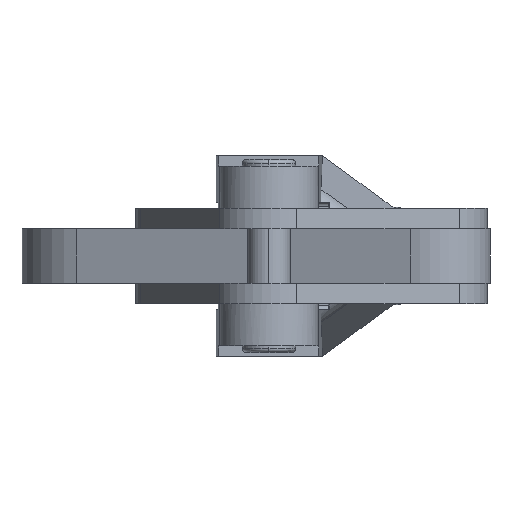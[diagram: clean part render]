
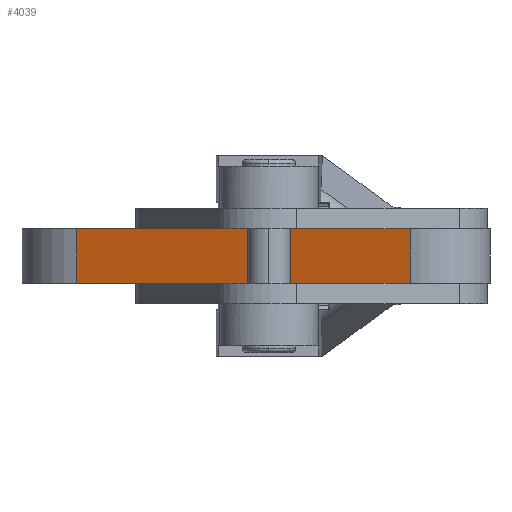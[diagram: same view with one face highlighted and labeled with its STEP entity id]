
A CAD part, front view. The second image highlights one B-rep face of the part: STEP entity #4039.
In plain terms, the highlighted planar face has unit normal (-0.347, -0.938, 0).
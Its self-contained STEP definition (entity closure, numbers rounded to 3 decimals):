
#1486 = CARTESIAN_POINT ( 'NONE',  ( -4.589, -12.377, 6.15 ) ) ;
#1516 = CARTESIAN_POINT ( 'NONE',  ( -4.589, -12.377, -6.15 ) ) ;
#1518 = CARTESIAN_POINT ( 'NONE',  ( -79.435, 15.372, 6.15 ) ) ;
#1523 = CARTESIAN_POINT ( 'NONE',  ( -79.435, 15.372, -6.15 ) ) ;
#2486 = DIRECTION ( 'NONE',  ( 0.938, -0.348, 0. ) ) ;
#2490 = CARTESIAN_POINT ( 'NONE',  ( -4.589, -12.377, 6.15 ) ) ;
#2491 = CARTESIAN_POINT ( 'NONE',  ( -79.435, 15.372, -6.15 ) ) ;
#2496 = DIRECTION ( 'NONE',  ( 0., 0., -1. ) ) ;
#2506 = DIRECTION ( 'NONE',  ( 0.938, -0.348, 0. ) ) ;
#2511 = CARTESIAN_POINT ( 'NONE',  ( -4.589, -12.377, 6.15 ) ) ;
#2519 = CARTESIAN_POINT ( 'NONE',  ( -79.435, 15.372, 6.15 ) ) ;
#2520 = DIRECTION ( 'NONE',  ( 0., 0., 1. ) ) ;
#4039 = ADVANCED_FACE ( 'NONE', ( #18220 ), #16414, .F. ) ;
#6549 = VECTOR ( 'NONE', #2496, 1000. ) ;
#6630 = LINE ( 'NONE', #2511, #6999 ) ;
#6696 = LINE ( 'NONE', #2490, #6549 ) ;
#6701 = VECTOR ( 'NONE', #2486, 1000. ) ;
#6712 = LINE ( 'NONE', #2491, #6701 ) ;
#6989 = VECTOR ( 'NONE', #2520, 1000. ) ;
#6999 = VECTOR ( 'NONE', #2506, 1000. ) ;
#7117 = LINE ( 'NONE', #2519, #6989 ) ;
#7460 = EDGE_LOOP ( 'NONE', ( #12829, #12574, #12577, #12828 ) ) ;
#12574 = ORIENTED_EDGE ( 'NONE', *, *, #21401, .F. ) ;
#12577 = ORIENTED_EDGE ( 'NONE', *, *, #21412, .F. ) ;
#12828 = ORIENTED_EDGE ( 'NONE', *, *, #21382, .T. ) ;
#12829 = ORIENTED_EDGE ( 'NONE', *, *, #21384, .F. ) ;
#15379 = VERTEX_POINT ( 'NONE', #1486 ) ;
#15445 = VERTEX_POINT ( 'NONE', #1516 ) ;
#15447 = VERTEX_POINT ( 'NONE', #1518 ) ;
#15452 = VERTEX_POINT ( 'NONE', #1523 ) ;
#16411 = DIRECTION ( 'NONE',  ( -0.938, 0.348, 0. ) ) ;
#16412 = DIRECTION ( 'NONE',  ( 0.348, 0.938, 0. ) ) ;
#16414 = PLANE ( 'NONE',  #20538 ) ;
#16417 = CARTESIAN_POINT ( 'NONE',  ( -4.589, -12.377, 6.15 ) ) ;
#18220 = FACE_OUTER_BOUND ( 'NONE', #7460, .T. ) ;
#20538 = AXIS2_PLACEMENT_3D ( 'NONE', #16417, #16412, #16411 ) ;
#21382 = EDGE_CURVE ( 'NONE', #15452, #15445, #6712, .T. ) ;
#21384 = EDGE_CURVE ( 'NONE', #15379, #15445, #6696, .T. ) ;
#21401 = EDGE_CURVE ( 'NONE', #15447, #15379, #6630, .T. ) ;
#21412 = EDGE_CURVE ( 'NONE', #15452, #15447, #7117, .T. ) ;
